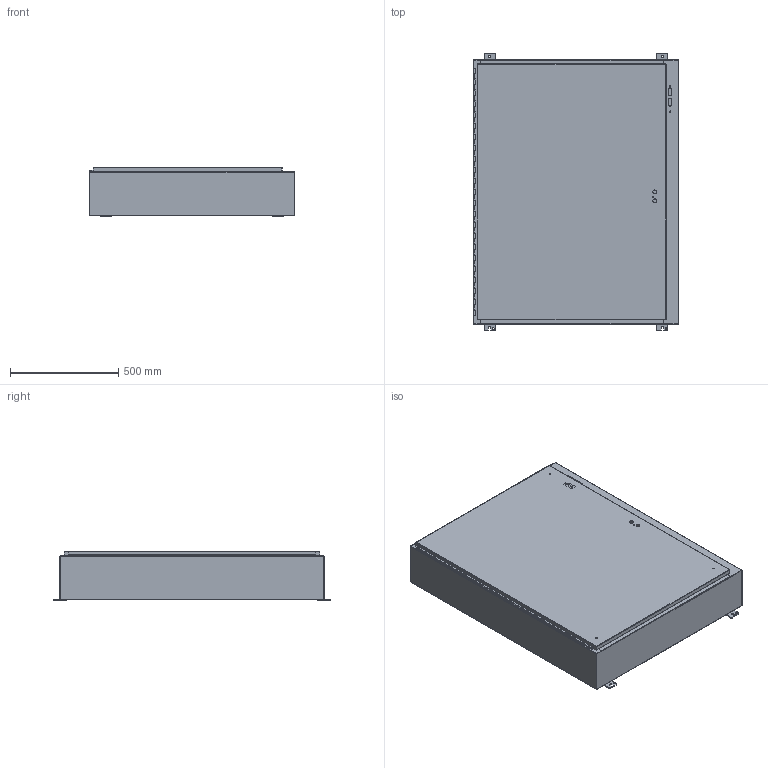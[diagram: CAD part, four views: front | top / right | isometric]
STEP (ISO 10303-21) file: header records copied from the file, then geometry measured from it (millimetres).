
FILE_DESCRIPTION((''),'2;1');
FILE_NAME('SDN12483708.stp','2012-08-30T08:02:19',('dnichola'),(''),'Autodesk Inventor 2012','Autodesk Inventor 2012','');
FILE_SCHEMA(('AUTOMOTIVE_DESIGN { 1 0 10303 214 1 1 1 1 }'));
Length unit declared in the file: inch
Products named in the file (16): SDN12483708; SDN12483708BLR; 3889; 34840; 328115; 328115T; 328115L; 328115P; SDN124837LID; 38811; HFW3092; 349129; 3881; HFW3888; SDN123708TOP; SDN123708BTM
Assembly tree (28 placements, depth 3):
  SDN12483708
    SDN12483708BLR
    3889  x8
    34840  x4
    328115
      328115T
      328115L
      328115P
    SDN124837LID
    38811  x2
    HFW3092
    349129  x2
    3881
    HFW3888  x2
    SDN123708TOP
    SDN123708BTM
Bounding box: 949.33 x 1282.7 x 230 mm (x, y, z)
Volume: 6528745 mm3; surface area: 6971235.4 mm2
Topology: 27 solids, 27 shells, 868 faces, 2315 edges, 1523 vertices
Faces by surface type: plane 541, cylinder 277, cone 32, bspline 10, torus 8
Full cylindrical faces by diameter (mm): 3.048 x1, 3.962 x2, 4.826 x2, 6.35 x4, 7.137 x2, 7.95 x4, 8.382 x20, 8.56 x1, 11.125 x4, 15.875 x10, 17.856 x2
Entity records: 24427 total; most frequent: CARTESIAN_POINT 4577, ORIENTED_EDGE 3978, DIRECTION 3949, EDGE_CURVE 1989, VECTOR 1455, LINE 1455, VERTEX_POINT 1331, AXIS2_PLACEMENT_3D 1247
